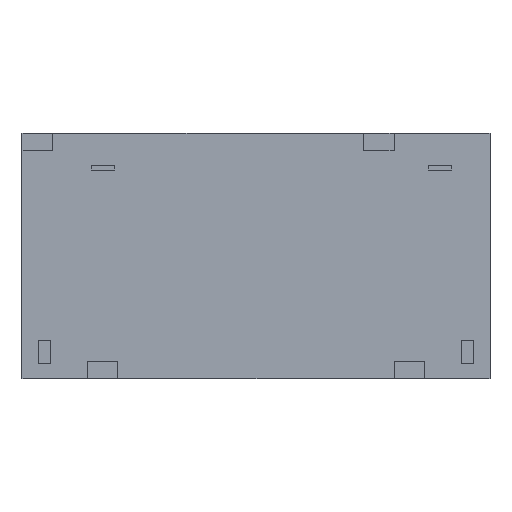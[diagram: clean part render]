
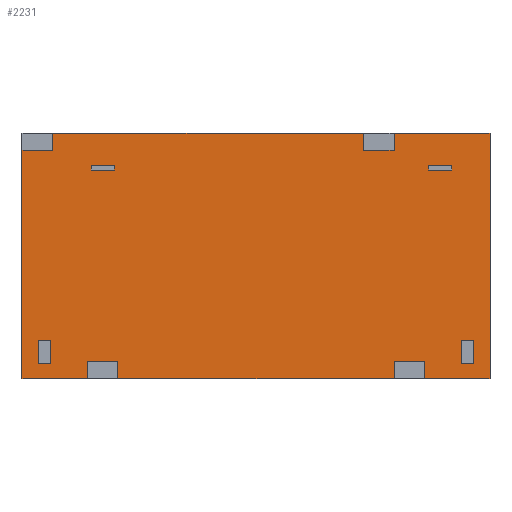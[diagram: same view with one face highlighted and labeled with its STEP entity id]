
A CAD part, front view. The second image highlights one B-rep face of the part: STEP entity #2231.
In plain terms, the highlighted planar face has unit normal (0, -1, 0).
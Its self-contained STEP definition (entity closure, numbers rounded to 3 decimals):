
#10 = EDGE_CURVE ( 'NONE', #701, #859, #874, .T. ) ;
#17 = VERTEX_POINT ( 'NONE', #1620 ) ;
#22 = CARTESIAN_POINT ( 'NONE',  ( 9., 1., 6.88 ) ) ;
#44 = VERTEX_POINT ( 'NONE', #2086 ) ;
#79 = EDGE_CURVE ( 'NONE', #907, #2240, #331, .T. ) ;
#109 = EDGE_CURVE ( 'NONE', #2103, #869, #939, .T. ) ;
#113 = EDGE_CURVE ( 'NONE', #941, #2226, #2077, .T. ) ;
#122 = ORIENTED_EDGE ( 'NONE', *, *, #1262, .F. ) ;
#136 = EDGE_CURVE ( 'NONE', #2226, #1070, #1319, .T. ) ;
#159 = CARTESIAN_POINT ( 'NONE',  ( -13.25, 1., 6.88 ) ) ;
#193 = EDGE_CURVE ( 'NONE', #1792, #725, #1577, .T. ) ;
#202 = LINE ( 'NONE', #1744, #2175 ) ;
#229 = LINE ( 'NONE', #1376, #682 ) ;
#234 = CARTESIAN_POINT ( 'NONE',  ( 11., 1., -6.88 ) ) ;
#267 = CARTESIAN_POINT ( 'NONE',  ( -13.25, 1., 8. ) ) ;
#283 = EDGE_CURVE ( 'NONE', #859, #1792, #446, .T. ) ;
#309 = CARTESIAN_POINT ( 'NONE',  ( -9., 1., -6.88 ) ) ;
#317 = VECTOR ( 'NONE', #2296, 1000. ) ;
#318 = ORIENTED_EDGE ( 'NONE', *, *, #79, .F. ) ;
#331 = LINE ( 'NONE', #1136, #1922 ) ;
#347 = EDGE_CURVE ( 'NONE', #725, #2300, #1224, .T. ) ;
#362 = ORIENTED_EDGE ( 'NONE', *, *, #283, .F. ) ;
#420 = DIRECTION ( 'NONE',  ( 0., -1., 0. ) ) ;
#433 = VECTOR ( 'NONE', #1984, 1000. ) ;
#439 = CARTESIAN_POINT ( 'NONE',  ( -11., 1., -6.88 ) ) ;
#446 = LINE ( 'NONE', #1023, #1954 ) ;
#465 = ORIENTED_EDGE ( 'NONE', *, *, #136, .F. ) ;
#504 = CARTESIAN_POINT ( 'NONE',  ( 11., 1., -8. ) ) ;
#515 = VECTOR ( 'NONE', #1249, 1000. ) ;
#540 = VERTEX_POINT ( 'NONE', #1683 ) ;
#548 = LINE ( 'NONE', #1295, #1246 ) ;
#553 = ORIENTED_EDGE ( 'NONE', *, *, #113, .F. ) ;
#554 = ORIENTED_EDGE ( 'NONE', *, *, #653, .F. ) ;
#593 = EDGE_CURVE ( 'NONE', #2240, #2198, #2141, .T. ) ;
#613 = DIRECTION ( 'NONE',  ( -1., 0., 0. ) ) ;
#614 = DIRECTION ( 'NONE',  ( -1., 0., 0. ) ) ;
#653 = EDGE_CURVE ( 'NONE', #869, #1289, #1165, .T. ) ;
#660 = DIRECTION ( 'NONE',  ( 0., 0., -1. ) ) ;
#661 = ORIENTED_EDGE ( 'NONE', *, *, #807, .F. ) ;
#682 = VECTOR ( 'NONE', #2144, 1000. ) ;
#701 = VERTEX_POINT ( 'NONE', #1719 ) ;
#707 = CARTESIAN_POINT ( 'NONE',  ( 15.25, 1., -8. ) ) ;
#721 = VECTOR ( 'NONE', #1343, 1000. ) ;
#725 = VERTEX_POINT ( 'NONE', #267 ) ;
#785 = VECTOR ( 'NONE', #1877, 1000. ) ;
#807 = EDGE_CURVE ( 'NONE', #1289, #540, #1626, .T. ) ;
#819 = EDGE_CURVE ( 'NONE', #2300, #1513, #853, .T. ) ;
#839 = LINE ( 'NONE', #1422, #1605 ) ;
#841 = DIRECTION ( 'NONE',  ( 0., 0., -1. ) ) ;
#847 = CARTESIAN_POINT ( 'NONE',  ( -15.25, 1., 8. ) ) ;
#853 = LINE ( 'NONE', #1411, #515 ) ;
#859 = VERTEX_POINT ( 'NONE', #2266 ) ;
#869 = VERTEX_POINT ( 'NONE', #309 ) ;
#874 = LINE ( 'NONE', #847, #1231 ) ;
#907 = VERTEX_POINT ( 'NONE', #921 ) ;
#920 = VECTOR ( 'NONE', #1178, 1000. ) ;
#921 = CARTESIAN_POINT ( 'NONE',  ( 9., 1., 6.88 ) ) ;
#930 = LINE ( 'NONE', #2474, #1733 ) ;
#939 = LINE ( 'NONE', #1096, #1959 ) ;
#941 = VERTEX_POINT ( 'NONE', #504 ) ;
#974 = CARTESIAN_POINT ( 'NONE',  ( 15.25, 1., 8. ) ) ;
#1023 = CARTESIAN_POINT ( 'NONE',  ( -15.25, 1., 6.88 ) ) ;
#1028 = CARTESIAN_POINT ( 'NONE',  ( 7., 1., 6.88 ) ) ;
#1035 = DIRECTION ( 'NONE',  ( 1., 0., 0. ) ) ;
#1070 = VERTEX_POINT ( 'NONE', #2190 ) ;
#1088 = ORIENTED_EDGE ( 'NONE', *, *, #109, .F. ) ;
#1096 = CARTESIAN_POINT ( 'NONE',  ( -9., 1., -8. ) ) ;
#1109 = DIRECTION ( 'NONE',  ( 0., 0., 1. ) ) ;
#1136 = CARTESIAN_POINT ( 'NONE',  ( 9., 1., 8. ) ) ;
#1154 = DIRECTION ( 'NONE',  ( 0., 0., 1. ) ) ;
#1165 = LINE ( 'NONE', #2338, #2454 ) ;
#1178 = DIRECTION ( 'NONE',  ( 1., 0., 0. ) ) ;
#1208 = ORIENTED_EDGE ( 'NONE', *, *, #593, .F. ) ;
#1224 = LINE ( 'NONE', #2375, #433 ) ;
#1231 = VECTOR ( 'NONE', #1380, 1000. ) ;
#1246 = VECTOR ( 'NONE', #2485, 1000. ) ;
#1249 = DIRECTION ( 'NONE',  ( 0., 0., -1. ) ) ;
#1262 = EDGE_CURVE ( 'NONE', #1513, #907, #930, .T. ) ;
#1286 = ORIENTED_EDGE ( 'NONE', *, *, #1709, .F. ) ;
#1289 = VERTEX_POINT ( 'NONE', #439 ) ;
#1295 = CARTESIAN_POINT ( 'NONE',  ( 15.25, 1., -8. ) ) ;
#1304 = LINE ( 'NONE', #707, #721 ) ;
#1319 = LINE ( 'NONE', #1518, #317 ) ;
#1326 = EDGE_CURVE ( 'NONE', #1070, #17, #839, .T. ) ;
#1343 = DIRECTION ( 'NONE',  ( -1., 0., 0. ) ) ;
#1362 = CARTESIAN_POINT ( 'NONE',  ( 15.25, 1., 8. ) ) ;
#1371 = ORIENTED_EDGE ( 'NONE', *, *, #1867, .F. ) ;
#1376 = CARTESIAN_POINT ( 'NONE',  ( 15.25, 1., 8. ) ) ;
#1380 = DIRECTION ( 'NONE',  ( 0., 0., 1. ) ) ;
#1387 = CARTESIAN_POINT ( 'NONE',  ( 9., 1., 8. ) ) ;
#1401 = ORIENTED_EDGE ( 'NONE', *, *, #819, .F. ) ;
#1411 = CARTESIAN_POINT ( 'NONE',  ( 7., 1., 8. ) ) ;
#1422 = CARTESIAN_POINT ( 'NONE',  ( 9., 1., -8. ) ) ;
#1424 = CARTESIAN_POINT ( 'NONE',  ( -11., 1., -8. ) ) ;
#1513 = VERTEX_POINT ( 'NONE', #1028 ) ;
#1518 = CARTESIAN_POINT ( 'NONE',  ( 9., 1., -6.88 ) ) ;
#1551 = CARTESIAN_POINT ( 'NONE',  ( -13.25, 1., 8. ) ) ;
#1576 = FACE_OUTER_BOUND ( 'NONE', #1587, .T. ) ;
#1577 = LINE ( 'NONE', #1551, #2446 ) ;
#1587 = EDGE_LOOP ( 'NONE', ( #318, #122, #1401, #2434, #2215, #362, #2205, #1872, #661, #554, #1088, #1286, #2130, #465, #553, #2064, #1371, #1208 ) ) ;
#1605 = VECTOR ( 'NONE', #660, 1000. ) ;
#1620 = CARTESIAN_POINT ( 'NONE',  ( 9., 1., -8. ) ) ;
#1626 = LINE ( 'NONE', #1424, #2050 ) ;
#1683 = CARTESIAN_POINT ( 'NONE',  ( -11., 1., -8. ) ) ;
#1709 = EDGE_CURVE ( 'NONE', #17, #2103, #548, .T. ) ;
#1719 = CARTESIAN_POINT ( 'NONE',  ( -15.25, 1., -8. ) ) ;
#1733 = VECTOR ( 'NONE', #2090, 1000. ) ;
#1737 = AXIS2_PLACEMENT_3D ( 'NONE', #22, #420, #1154 ) ;
#1744 = CARTESIAN_POINT ( 'NONE',  ( 15.25, 1., -8. ) ) ;
#1768 = PLANE ( 'NONE',  #1737 ) ;
#1782 = CARTESIAN_POINT ( 'NONE',  ( 7., 1., 8. ) ) ;
#1792 = VERTEX_POINT ( 'NONE', #159 ) ;
#1867 = EDGE_CURVE ( 'NONE', #2198, #44, #229, .T. ) ;
#1872 = ORIENTED_EDGE ( 'NONE', *, *, #2067, .F. ) ;
#1877 = DIRECTION ( 'NONE',  ( 0., 0., 1. ) ) ;
#1922 = VECTOR ( 'NONE', #1109, 1000. ) ;
#1954 = VECTOR ( 'NONE', #1035, 1000. ) ;
#1959 = VECTOR ( 'NONE', #2053, 1000. ) ;
#1984 = DIRECTION ( 'NONE',  ( 1., 0., 0. ) ) ;
#2050 = VECTOR ( 'NONE', #841, 1000. ) ;
#2053 = DIRECTION ( 'NONE',  ( 0., 0., 1. ) ) ;
#2064 = ORIENTED_EDGE ( 'NONE', *, *, #2204, .F. ) ;
#2067 = EDGE_CURVE ( 'NONE', #540, #701, #1304, .T. ) ;
#2077 = LINE ( 'NONE', #2280, #785 ) ;
#2086 = CARTESIAN_POINT ( 'NONE',  ( 15.25, 1., -8. ) ) ;
#2090 = DIRECTION ( 'NONE',  ( 1., 0., 0. ) ) ;
#2103 = VERTEX_POINT ( 'NONE', #2455 ) ;
#2130 = ORIENTED_EDGE ( 'NONE', *, *, #1326, .F. ) ;
#2141 = LINE ( 'NONE', #1362, #920 ) ;
#2144 = DIRECTION ( 'NONE',  ( 0., 0., -1. ) ) ;
#2175 = VECTOR ( 'NONE', #614, 1000. ) ;
#2190 = CARTESIAN_POINT ( 'NONE',  ( 9., 1., -6.88 ) ) ;
#2198 = VERTEX_POINT ( 'NONE', #974 ) ;
#2204 = EDGE_CURVE ( 'NONE', #44, #941, #202, .T. ) ;
#2205 = ORIENTED_EDGE ( 'NONE', *, *, #10, .F. ) ;
#2215 = ORIENTED_EDGE ( 'NONE', *, *, #193, .F. ) ;
#2226 = VERTEX_POINT ( 'NONE', #234 ) ;
#2231 = ADVANCED_FACE ( 'NONE', ( #1576 ), #1768, .T. ) ;
#2240 = VERTEX_POINT ( 'NONE', #1387 ) ;
#2266 = CARTESIAN_POINT ( 'NONE',  ( -15.25, 1., 6.88 ) ) ;
#2280 = CARTESIAN_POINT ( 'NONE',  ( 11., 1., -8. ) ) ;
#2296 = DIRECTION ( 'NONE',  ( -1., 0., 0. ) ) ;
#2300 = VERTEX_POINT ( 'NONE', #1782 ) ;
#2309 = DIRECTION ( 'NONE',  ( 0., 0., 1. ) ) ;
#2338 = CARTESIAN_POINT ( 'NONE',  ( -9., 1., -6.88 ) ) ;
#2375 = CARTESIAN_POINT ( 'NONE',  ( 15.25, 1., 8. ) ) ;
#2434 = ORIENTED_EDGE ( 'NONE', *, *, #347, .F. ) ;
#2446 = VECTOR ( 'NONE', #2309, 1000. ) ;
#2454 = VECTOR ( 'NONE', #613, 1000. ) ;
#2455 = CARTESIAN_POINT ( 'NONE',  ( -9., 1., -8. ) ) ;
#2474 = CARTESIAN_POINT ( 'NONE',  ( 7., 1., 6.88 ) ) ;
#2485 = DIRECTION ( 'NONE',  ( -1., 0., 0. ) ) ;
